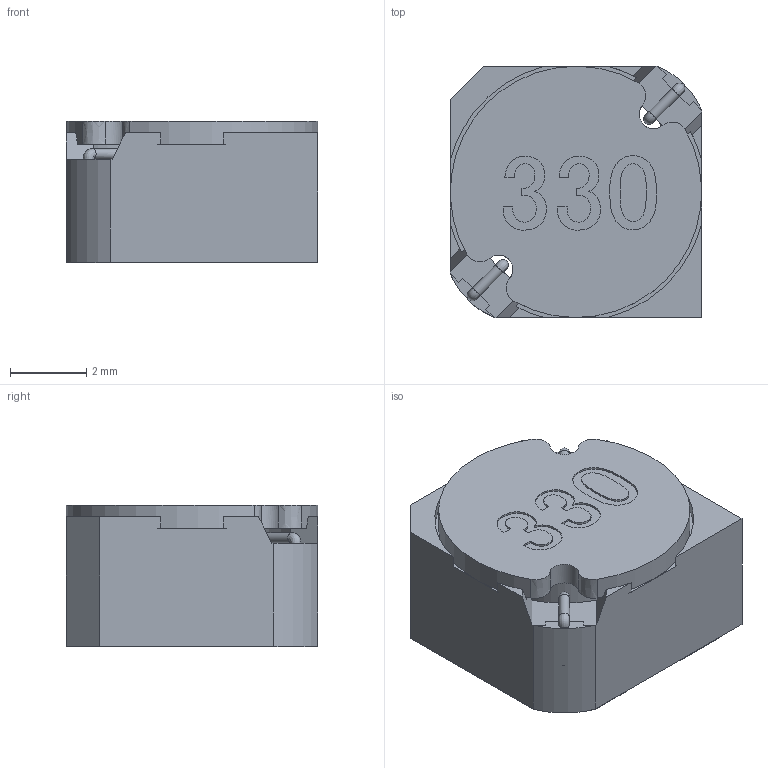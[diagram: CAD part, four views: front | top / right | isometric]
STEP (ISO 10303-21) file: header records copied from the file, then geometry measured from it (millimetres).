
FILE_DESCRIPTION(('FreeCAD Model'),'2;1');
FILE_NAME('SRR6040A_mod.STP.step', '2017-03-14T12:10:41',(''),(''),'Open CASCADE STEP processor 6.8', 'FreeCAD','Unknown');
FILE_SCHEMA(('AUTOMOTIVE_DESIGN_CC2 { 1 2 10303 214 -1 1 5 4 }'));
Length unit declared in the file: millimetre
Products named in the file (9): ASSEMBLY; Part007; Part002; Part004; Part001; Part003; Part; Part005; Part006
Assembly tree (8 placements, depth 2):
  ASSEMBLY
    Part007
    Part002
    Part004
    Part001
    Part003
    Part
    Part005
    Part006
Bounding box: 6.6 x 6.6 x 3.71 mm (x, y, z)
Volume: 95 mm3; surface area: 361 mm2
Topology: 4 solids, 18 shells, 183 faces, 515 edges, 343 vertices
Faces by surface type: bspline 183
Entity records: 7149 total; most frequent: CARTESIAN_POINT 3927, ORIENTED_EDGE 985, EDGE_CURVE 511, B_SPLINE_CURVE_WITH_KNOTS 420, VERTEX_POINT 343, FACE_BOUND 190, EDGE_LOOP 190, ADVANCED_FACE 183
